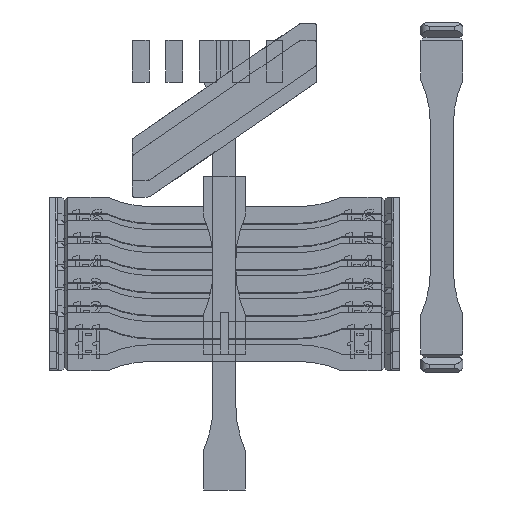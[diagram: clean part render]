
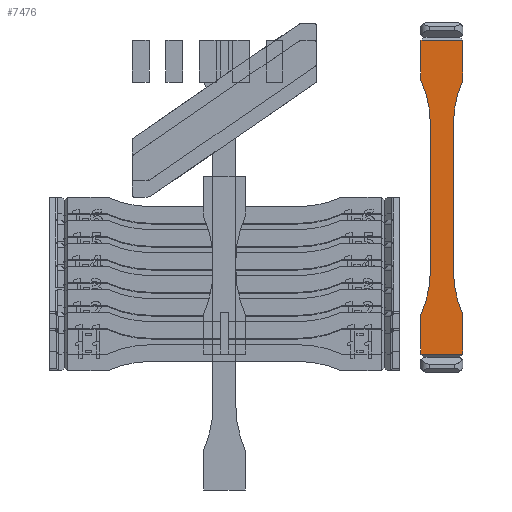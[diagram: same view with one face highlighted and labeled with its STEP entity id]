
A CAD part, left-side view. The second image highlights one B-rep face of the part: STEP entity #7476.
In plain terms, the highlighted planar face has unit normal (-1, 0, 0).
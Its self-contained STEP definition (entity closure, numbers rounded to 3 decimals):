
#4226=CIRCLE('',#73865,25.625);
#4228=CIRCLE('',#73871,25.625);
#4230=CIRCLE('',#73875,25.625);
#4232=CIRCLE('',#73881,25.625);
#7476=ADVANCED_FACE('',(#14331),#10970,.F.);
#10970=PLANE('',#73886);
#14331=FACE_OUTER_BOUND('',#18400,.T.);
#18400=EDGE_LOOP('',(#30761,#30762,#30763,#30764,#30765,#30766,#30767,#30768,
#30769,#30770,#30771,#30772));
#30761=ORIENTED_EDGE('',*,*,#52576,.T.);
#30762=ORIENTED_EDGE('',*,*,#52542,.T.);
#30763=ORIENTED_EDGE('',*,*,#52546,.T.);
#30764=ORIENTED_EDGE('',*,*,#52549,.T.);
#30765=ORIENTED_EDGE('',*,*,#52552,.T.);
#30766=ORIENTED_EDGE('',*,*,#52555,.T.);
#30767=ORIENTED_EDGE('',*,*,#52558,.T.);
#30768=ORIENTED_EDGE('',*,*,#52561,.T.);
#30769=ORIENTED_EDGE('',*,*,#52564,.T.);
#30770=ORIENTED_EDGE('',*,*,#52567,.T.);
#30771=ORIENTED_EDGE('',*,*,#52570,.T.);
#30772=ORIENTED_EDGE('',*,*,#52573,.T.);
#44194=VERTEX_POINT('',#110321);
#44195=VERTEX_POINT('',#110322);
#44198=VERTEX_POINT('',#110330);
#44200=VERTEX_POINT('',#110336);
#44202=VERTEX_POINT('',#110342);
#44204=VERTEX_POINT('',#110348);
#44206=VERTEX_POINT('',#110354);
#44208=VERTEX_POINT('',#110360);
#44210=VERTEX_POINT('',#110366);
#44212=VERTEX_POINT('',#110372);
#44214=VERTEX_POINT('',#110378);
#44216=VERTEX_POINT('',#110384);
#52542=EDGE_CURVE('',#44194,#44195,#4226,.T.);
#52546=EDGE_CURVE('',#44195,#44198,#61067,.T.);
#52549=EDGE_CURVE('',#44198,#44200,#61070,.T.);
#52552=EDGE_CURVE('',#44200,#44202,#61073,.T.);
#52555=EDGE_CURVE('',#44202,#44204,#4228,.T.);
#52558=EDGE_CURVE('',#44204,#44206,#61077,.T.);
#52561=EDGE_CURVE('',#44206,#44208,#4230,.T.);
#52564=EDGE_CURVE('',#44208,#44210,#61081,.T.);
#52567=EDGE_CURVE('',#44210,#44212,#61084,.T.);
#52570=EDGE_CURVE('',#44212,#44214,#61087,.T.);
#52573=EDGE_CURVE('',#44214,#44216,#4232,.T.);
#52576=EDGE_CURVE('',#44216,#44194,#61091,.T.);
#61067=LINE('',#110329,#68005);
#61070=LINE('',#110335,#68008);
#61073=LINE('',#110341,#68011);
#61077=LINE('',#110353,#68015);
#61081=LINE('',#110365,#68019);
#61084=LINE('',#110371,#68022);
#61087=LINE('',#110377,#68025);
#61091=LINE('',#110389,#68029);
#68005=VECTOR('',#84538,1.);
#68008=VECTOR('',#84543,1.);
#68011=VECTOR('',#84548,1.);
#68015=VECTOR('',#84560,1.);
#68019=VECTOR('',#84572,1.);
#68022=VECTOR('',#84577,1.);
#68025=VECTOR('',#84582,1.);
#68029=VECTOR('',#84594,1.);
#73865=AXIS2_PLACEMENT_3D('',#110320,#84530,#84531);
#73871=AXIS2_PLACEMENT_3D('',#110347,#84553,#84554);
#73875=AXIS2_PLACEMENT_3D('',#110359,#84565,#84566);
#73881=AXIS2_PLACEMENT_3D('',#110383,#84587,#84588);
#73886=AXIS2_PLACEMENT_3D('',#110393,#84600,#84601);
#84530=DIRECTION('',(1.,0.,0.));
#84531=DIRECTION('',(0.,0.,1.));
#84538=DIRECTION('',(0.,0.,1.));
#84543=DIRECTION('',(0.,1.,0.));
#84548=DIRECTION('',(0.,0.,-1.));
#84553=DIRECTION('',(1.,0.,0.));
#84554=DIRECTION('',(0.,0.,1.));
#84560=DIRECTION('',(0.,0.,-1.));
#84565=DIRECTION('',(1.,0.,0.));
#84566=DIRECTION('',(0.,0.,-1.));
#84572=DIRECTION('',(0.,0.,-1.));
#84577=DIRECTION('',(0.,-1.,0.));
#84582=DIRECTION('',(0.,0.,1.));
#84587=DIRECTION('',(1.,0.,0.));
#84588=DIRECTION('',(0.,0.,-1.));
#84594=DIRECTION('',(0.,0.,1.));
#84600=DIRECTION('',(1.,0.,0.));
#84601=DIRECTION('',(0.,1.,0.));
#110320=CARTESIAN_POINT('',(-1.,-80.375,50.));
#110321=CARTESIAN_POINT('',(-1.,-54.75,50.));
#110322=CARTESIAN_POINT('',(-1.,-57.,60.5));
#110329=CARTESIAN_POINT('',(-1.,-57.,60.5));
#110330=CARTESIAN_POINT('',(-1.,-57.,70.));
#110335=CARTESIAN_POINT('',(-1.,-52.,70.));
#110336=CARTESIAN_POINT('',(-1.,-47.,70.));
#110341=CARTESIAN_POINT('',(-1.,-47.,70.));
#110342=CARTESIAN_POINT('',(-1.,-47.,60.5));
#110347=CARTESIAN_POINT('',(-1.,-23.625,50.));
#110348=CARTESIAN_POINT('',(-1.,-49.25,50.));
#110353=CARTESIAN_POINT('',(-1.,-49.25,32.5));
#110354=CARTESIAN_POINT('',(-1.,-49.25,15.));
#110359=CARTESIAN_POINT('',(-1.,-23.625,15.));
#110360=CARTESIAN_POINT('',(-1.,-47.,4.5));
#110365=CARTESIAN_POINT('',(-1.,-47.,4.5));
#110366=CARTESIAN_POINT('',(-1.,-47.,-5.));
#110371=CARTESIAN_POINT('',(-1.,-52.,-5.));
#110372=CARTESIAN_POINT('',(-1.,-57.,-5.));
#110377=CARTESIAN_POINT('',(-1.,-57.,-5.));
#110378=CARTESIAN_POINT('',(-1.,-57.,4.5));
#110383=CARTESIAN_POINT('',(-1.,-80.375,15.));
#110384=CARTESIAN_POINT('',(-1.,-54.75,15.));
#110389=CARTESIAN_POINT('',(-1.,-54.75,15.));
#110393=CARTESIAN_POINT('',(-1.,-80.375,50.));
